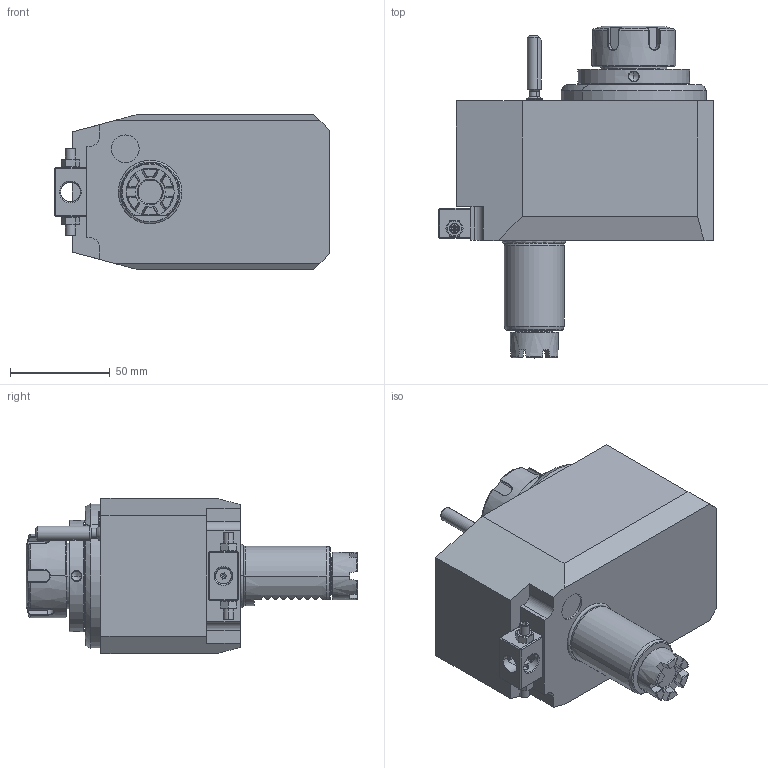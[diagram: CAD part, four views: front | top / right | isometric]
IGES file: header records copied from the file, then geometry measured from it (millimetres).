
Start section:  PTC IGES file: ngt1_30_341_25_1_1_50_1_2.igs
Global section: file name: ngt1_30_341_25_1_1_50_1_2.igs; native system: Pro/ENGINEER by Parametric Technology Corporation; preprocessor: 2010280; author: vali; organization: Unknown; date: 20200124.133857; units: millimetre
Bounding box: 138 x 166.6 x 78 mm (x, y, z)
Volume: 784368.4 mm3; surface area: 65327.5 mm2
Topology: 1 solids, 1 shells, 439 faces, 1107 edges, 673 vertices
Faces by surface type: bspline 244, revolution 195
